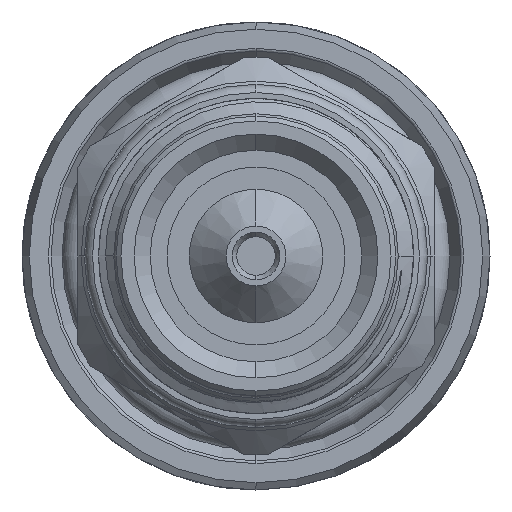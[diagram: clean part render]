
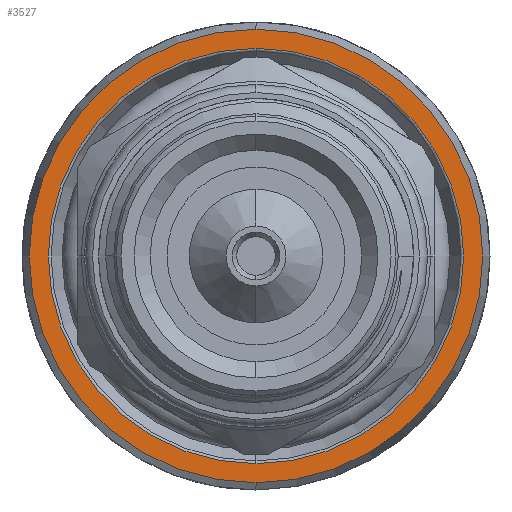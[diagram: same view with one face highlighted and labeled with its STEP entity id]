
A CAD part, left-side view. The second image highlights one B-rep face of the part: STEP entity #3527.
In plain terms, the highlighted planar face has unit normal (-1, 0, 0).
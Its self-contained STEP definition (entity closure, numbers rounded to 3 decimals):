
#152 = DIRECTION ( 'NONE',  ( 0., 0., -1. ) ) ;
#155 = DIRECTION ( 'NONE',  ( -1., 0., 0. ) ) ;
#156 = CARTESIAN_POINT ( 'NONE',  ( 59.65, 0., 0. ) ) ;
#2257 = EDGE_LOOP ( 'NONE', ( #10966, #11206 ) ) ;
#2397 = EDGE_LOOP ( 'NONE', ( #11100, #10467 ) ) ;
#2419 = VERTEX_POINT ( 'NONE', #14790 ) ;
#2447 = VERTEX_POINT ( 'NONE', #14899 ) ;
#2480 = VERTEX_POINT ( 'NONE', #14818 ) ;
#2484 = VERTEX_POINT ( 'NONE', #14801 ) ;
#3527 = ADVANCED_FACE ( 'NONE', ( #8547, #8595 ), #6198, .F. ) ;
#3728 = AXIS2_PLACEMENT_3D ( 'NONE', #4615, #4475, #4017 ) ;
#3729 = AXIS2_PLACEMENT_3D ( 'NONE', #4464, #4102, #4031 ) ;
#4017 = DIRECTION ( 'NONE',  ( 0., 0., -1. ) ) ;
#4031 = DIRECTION ( 'NONE',  ( 0., 0., -1. ) ) ;
#4102 = DIRECTION ( 'NONE',  ( -1., 0., 0. ) ) ;
#4464 = CARTESIAN_POINT ( 'NONE',  ( 59.65, 0., 0. ) ) ;
#4475 = DIRECTION ( 'NONE',  ( -1., 0., 0. ) ) ;
#4615 = CARTESIAN_POINT ( 'NONE',  ( 59.65, 0., 0. ) ) ;
#6098 = DIRECTION ( 'NONE',  ( 0., 0., 1. ) ) ;
#6145 = DIRECTION ( 'NONE',  ( 1., 0., 0. ) ) ;
#6198 = PLANE ( 'NONE',  #13934 ) ;
#6199 = CARTESIAN_POINT ( 'NONE',  ( 59.65, 14.15, 0. ) ) ;
#6859 = EDGE_CURVE ( 'NONE', #2419, #2484, #8221, .T. ) ;
#6917 = EDGE_CURVE ( 'NONE', #2447, #2480, #13167, .T. ) ;
#8221 = CIRCLE ( 'NONE', #14251, 12.959 ) ;
#8547 = FACE_BOUND ( 'NONE', #2397, .T. ) ;
#8595 = FACE_OUTER_BOUND ( 'NONE', #2257, .T. ) ;
#9955 = CIRCLE ( 'NONE', #3728, 12.959 ) ;
#10145 = CIRCLE ( 'NONE', #3729, 14.15 ) ;
#10467 = ORIENTED_EDGE ( 'NONE', *, *, #13786, .F. ) ;
#10966 = ORIENTED_EDGE ( 'NONE', *, *, #13785, .T. ) ;
#11100 = ORIENTED_EDGE ( 'NONE', *, *, #6859, .F. ) ;
#11206 = ORIENTED_EDGE ( 'NONE', *, *, #6917, .T. ) ;
#11499 = CARTESIAN_POINT ( 'NONE',  ( 59.65, 0., 0. ) ) ;
#11500 = DIRECTION ( 'NONE',  ( 0., 0., -1. ) ) ;
#11504 = DIRECTION ( 'NONE',  ( -1., 0., 0. ) ) ;
#13167 = CIRCLE ( 'NONE', #14326, 14.15 ) ;
#13785 = EDGE_CURVE ( 'NONE', #2480, #2447, #10145, .T. ) ;
#13786 = EDGE_CURVE ( 'NONE', #2484, #2419, #9955, .T. ) ;
#13934 = AXIS2_PLACEMENT_3D ( 'NONE', #6199, #6145, #6098 ) ;
#14251 = AXIS2_PLACEMENT_3D ( 'NONE', #11499, #11504, #11500 ) ;
#14326 = AXIS2_PLACEMENT_3D ( 'NONE', #156, #155, #152 ) ;
#14790 = CARTESIAN_POINT ( 'NONE',  ( 59.65, 0., -12.959 ) ) ;
#14801 = CARTESIAN_POINT ( 'NONE',  ( 59.65, 0., 12.959 ) ) ;
#14818 = CARTESIAN_POINT ( 'NONE',  ( 59.65, 0., 14.15 ) ) ;
#14899 = CARTESIAN_POINT ( 'NONE',  ( 59.65, 0., -14.15 ) ) ;
